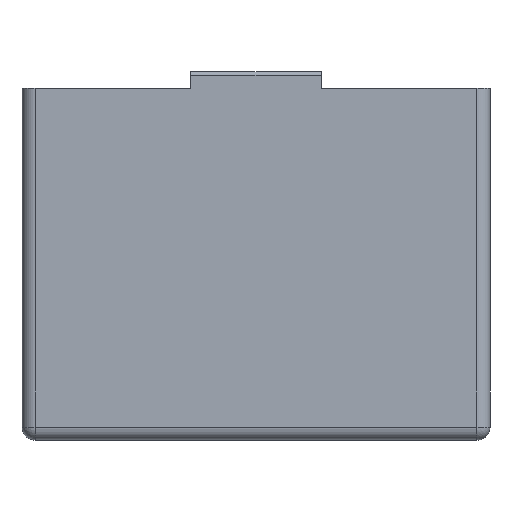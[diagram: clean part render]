
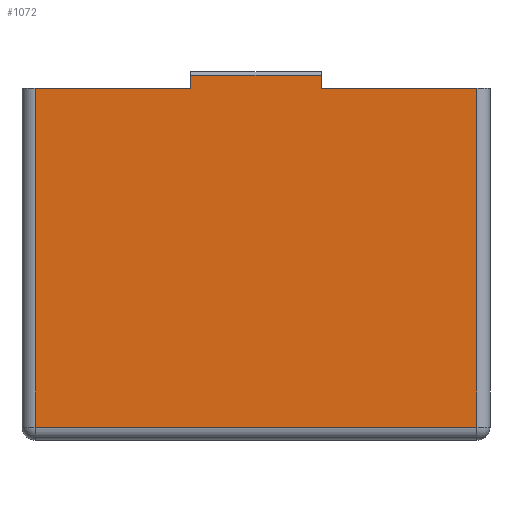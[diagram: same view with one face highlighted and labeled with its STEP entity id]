
A CAD part, front view. The second image highlights one B-rep face of the part: STEP entity #1072.
In plain terms, the highlighted planar face has unit normal (0, -1, 0).
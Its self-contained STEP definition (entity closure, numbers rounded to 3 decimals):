
#232 = VERTEX_POINT('',#233);
#233 = CARTESIAN_POINT('',(10.,-20.125,52.));
#239 = EDGE_CURVE('',#232,#240,#242,.T.);
#240 = VERTEX_POINT('',#241);
#241 = CARTESIAN_POINT('',(33.9,-20.125,52.));
#242 = LINE('',#243,#244);
#243 = CARTESIAN_POINT('',(-33.9,-20.125,52.));
#244 = VECTOR('',#245,1.);
#245 = DIRECTION('',(1.,0.,0.));
#365 = VERTEX_POINT('',#366);
#366 = CARTESIAN_POINT('',(-33.9,-20.125,52.));
#373 = EDGE_CURVE('',#365,#374,#376,.T.);
#374 = VERTEX_POINT('',#375);
#375 = CARTESIAN_POINT('',(-10.,-20.125,52.));
#376 = LINE('',#377,#378);
#377 = CARTESIAN_POINT('',(-33.9,-20.125,52.));
#378 = VECTOR('',#379,1.);
#379 = DIRECTION('',(1.,0.,0.));
#540 = EDGE_CURVE('',#541,#240,#543,.T.);
#541 = VERTEX_POINT('',#542);
#542 = CARTESIAN_POINT('',(33.9,-20.125,0.));
#543 = LINE('',#544,#545);
#544 = CARTESIAN_POINT('',(33.9,-20.125,0.));
#545 = VECTOR('',#546,1.);
#546 = DIRECTION('',(0.,0.,1.));
#568 = VERTEX_POINT('',#569);
#569 = CARTESIAN_POINT('',(10.,-20.125,54.));
#576 = EDGE_CURVE('',#568,#232,#577,.T.);
#577 = LINE('',#578,#579);
#578 = CARTESIAN_POINT('',(10.,-20.125,54.));
#579 = VECTOR('',#580,1.);
#580 = DIRECTION('',(0.,0.,-1.));
#716 = VERTEX_POINT('',#717);
#717 = CARTESIAN_POINT('',(-10.,-20.125,54.));
#724 = EDGE_CURVE('',#716,#374,#725,.T.);
#725 = LINE('',#726,#727);
#726 = CARTESIAN_POINT('',(-10.,-20.125,52.5));
#727 = VECTOR('',#728,1.);
#728 = DIRECTION('',(0.,0.,-1.));
#789 = EDGE_CURVE('',#790,#365,#792,.T.);
#790 = VERTEX_POINT('',#791);
#791 = CARTESIAN_POINT('',(-33.9,-20.125,0.));
#792 = LINE('',#793,#794);
#793 = CARTESIAN_POINT('',(-33.9,-20.125,31.));
#794 = VECTOR('',#795,1.);
#795 = DIRECTION('',(0.,0.,1.));
#923 = EDGE_CURVE('',#790,#541,#924,.T.);
#924 = LINE('',#925,#926);
#925 = CARTESIAN_POINT('',(-33.9,-20.125,0.));
#926 = VECTOR('',#927,1.);
#927 = DIRECTION('',(1.,0.,0.));
#953 = EDGE_CURVE('',#716,#568,#954,.T.);
#954 = LINE('',#955,#956);
#955 = CARTESIAN_POINT('',(-10.,-20.125,54.));
#956 = VECTOR('',#957,1.);
#957 = DIRECTION('',(1.,0.,0.));
#1072 = ADVANCED_FACE('',(#1073),#1083,.T.);
#1073 = FACE_BOUND('',#1074,.T.);
#1074 = EDGE_LOOP('',(#1075,#1076,#1077,#1078,#1079,#1080,#1081,#1082));
#1075 = ORIENTED_EDGE('',*,*,#789,.F.);
#1076 = ORIENTED_EDGE('',*,*,#923,.T.);
#1077 = ORIENTED_EDGE('',*,*,#540,.T.);
#1078 = ORIENTED_EDGE('',*,*,#239,.F.);
#1079 = ORIENTED_EDGE('',*,*,#576,.F.);
#1080 = ORIENTED_EDGE('',*,*,#953,.F.);
#1081 = ORIENTED_EDGE('',*,*,#724,.T.);
#1082 = ORIENTED_EDGE('',*,*,#373,.F.);
#1083 = PLANE('',#1084);
#1084 = AXIS2_PLACEMENT_3D('',#1085,#1086,#1087);
#1085 = CARTESIAN_POINT('',(0.,-20.125,26.608)
  );
#1086 = DIRECTION('',(-0.,-1.,-0.));
#1087 = DIRECTION('',(0.,0.,-1.));
